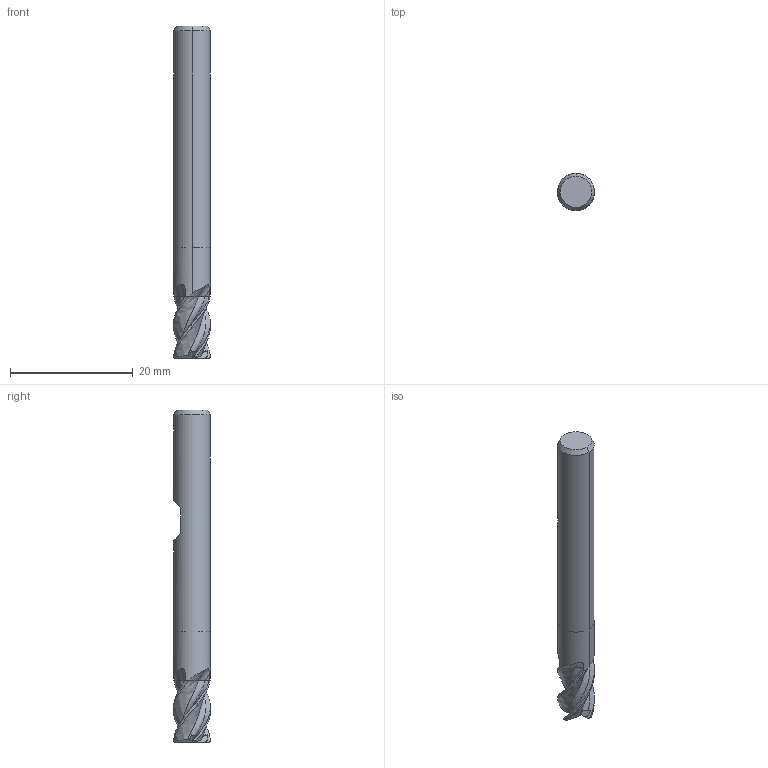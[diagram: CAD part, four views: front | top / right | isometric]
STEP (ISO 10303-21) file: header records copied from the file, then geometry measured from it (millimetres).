
FILE_DESCRIPTION(('no description'),'unknown implementation level');
FILE_NAME('EXPK1-M01-0174-6-Detail.stp',' ',('CIMSOURCE GmbH'),('CADClick - KiM GmbH - www.kimweb.de'),'unknown preprocess','ACIS','unknown authorization');
FILE_SCHEMA(('automotive_design'));
Length unit declared in the file: millimetre
Products named in the file (2): NOCUT; CUT
Bounding box: 6 x 6 x 54 mm (x, y, z)
Volume: 1358.8 mm3; surface area: 1120.2 mm2
Topology: 2 solids, 2 shells, 79 faces, 211 edges, 137 vertices
Faces by surface type: plane 27, bspline 20, revolution 16, cone 8, cylinder 4, torus 4
Entity records: 10518 total; most frequent: CARTESIAN_POINT 6373, STYLED_ITEM 429, PRESENTATION_STYLE_ASSIGNMENT 429, COLOUR_RGB 429, ORIENTED_EDGE 422, DIRECTION 259, EDGE_CURVE 211, CURVE_STYLE 211
